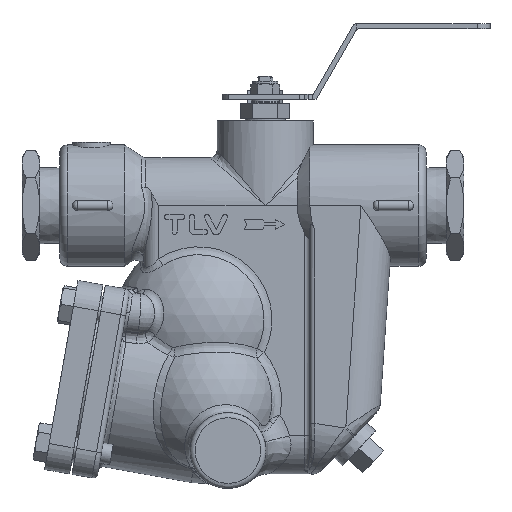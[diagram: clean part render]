
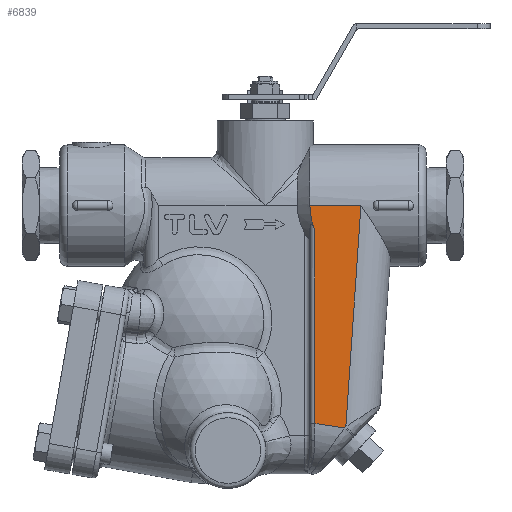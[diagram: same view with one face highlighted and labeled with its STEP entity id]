
A CAD part, front view. The second image highlights one B-rep face of the part: STEP entity #6839.
In plain terms, the highlighted planar face has unit normal (0, -1, 0).
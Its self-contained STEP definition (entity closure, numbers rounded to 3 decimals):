
#488=(
BOUNDED_CURVE()
B_SPLINE_CURVE(2,(#10995,#10996,#10997),.UNSPECIFIED.,.F.,.F.)
B_SPLINE_CURVE_WITH_KNOTS((3,3),(0.759,1.897),
 .UNSPECIFIED.)
CURVE()
GEOMETRIC_REPRESENTATION_ITEM()
RATIONAL_B_SPLINE_CURVE((1.08,1.125,1.125))
REPRESENTATION_ITEM('')
);
#1328=FACE_OUTER_BOUND('',#1829,.T.);
#1829=EDGE_LOOP('',(#5485,#5486,#5487,#5488,#5489,#5490));
#2312=LINE('',#11732,#2649);
#2313=LINE('',#11734,#2650);
#2314=LINE('',#11736,#2651);
#2315=LINE('',#11738,#2652);
#2316=LINE('',#11739,#2653);
#2649=VECTOR('',#8988,76.295);
#2650=VECTOR('',#8989,11.83);
#2651=VECTOR('',#8990,0.757);
#2652=VECTOR('',#8991,87.698);
#2653=VECTOR('',#8992,20.203);
#3012=VERTEX_POINT('',#10972);
#3013=VERTEX_POINT('',#10994);
#3164=VERTEX_POINT('',#11731);
#3165=VERTEX_POINT('',#11733);
#3166=VERTEX_POINT('',#11735);
#3167=VERTEX_POINT('',#11737);
#3792=EDGE_CURVE('',#3012,#3013,#488,.T.);
#4003=EDGE_CURVE('',#3164,#3012,#2312,.T.);
#4004=EDGE_CURVE('',#3165,#3164,#2313,.T.);
#4005=EDGE_CURVE('',#3166,#3165,#2314,.T.);
#4006=EDGE_CURVE('',#3167,#3166,#2315,.T.);
#4007=EDGE_CURVE('',#3167,#3013,#2316,.T.);
#5485=ORIENTED_EDGE('',*,*,#4003,.F.);
#5486=ORIENTED_EDGE('',*,*,#4004,.F.);
#5487=ORIENTED_EDGE('',*,*,#4005,.F.);
#5488=ORIENTED_EDGE('',*,*,#4006,.F.);
#5489=ORIENTED_EDGE('',*,*,#4007,.T.);
#5490=ORIENTED_EDGE('',*,*,#3792,.F.);
#6543=PLANE('',#7502);
#6839=ADVANCED_FACE('',(#1328),#6543,.T.);
#7502=AXIS2_PLACEMENT_3D('',#11730,#8986,#8987);
#8986=DIRECTION('center_axis',(0.,-1.,0.));
#8987=DIRECTION('ref_axis',(0.,0.,-1.));
#8988=DIRECTION('',(0.,0.,1.));
#8989=DIRECTION('',(-0.989,0.,0.148));
#8990=DIRECTION('',(-0.688,0.,-0.725));
#8991=DIRECTION('',(-0.068,0.,-0.998));
#8992=DIRECTION('',(-1.,0.,0.));
#10972=CARTESIAN_POINT('',(89.6,-24.,59.));
#10994=CARTESIAN_POINT('',(87.6,-24.,69.));
#10995=CARTESIAN_POINT('Ctrl Pts',(89.6,-24.,59.));
#10996=CARTESIAN_POINT('Ctrl Pts',(87.6,-24.,64.2));
#10997=CARTESIAN_POINT('Ctrl Pts',(87.6,-24.,69.));
#11730=CARTESIAN_POINT('Origin',(102.604,-24.,16.335));
#11731=CARTESIAN_POINT('',(89.6,-24.,-17.295));
#11732=CARTESIAN_POINT('',(89.6,-24.,-10.441));
#11733=CARTESIAN_POINT('',(101.3,-24.,-19.043));
#11734=CARTESIAN_POINT('',(106.835,-24.,-19.87));
#11735=CARTESIAN_POINT('',(101.822,-24.,-18.494));
#11736=CARTESIAN_POINT('',(126.848,-24.,7.879));
#11737=CARTESIAN_POINT('',(107.803,-24.,69.));
#11738=CARTESIAN_POINT('',(106.029,-24.,43.057));
#11739=CARTESIAN_POINT('',(110.6,-24.,69.));
